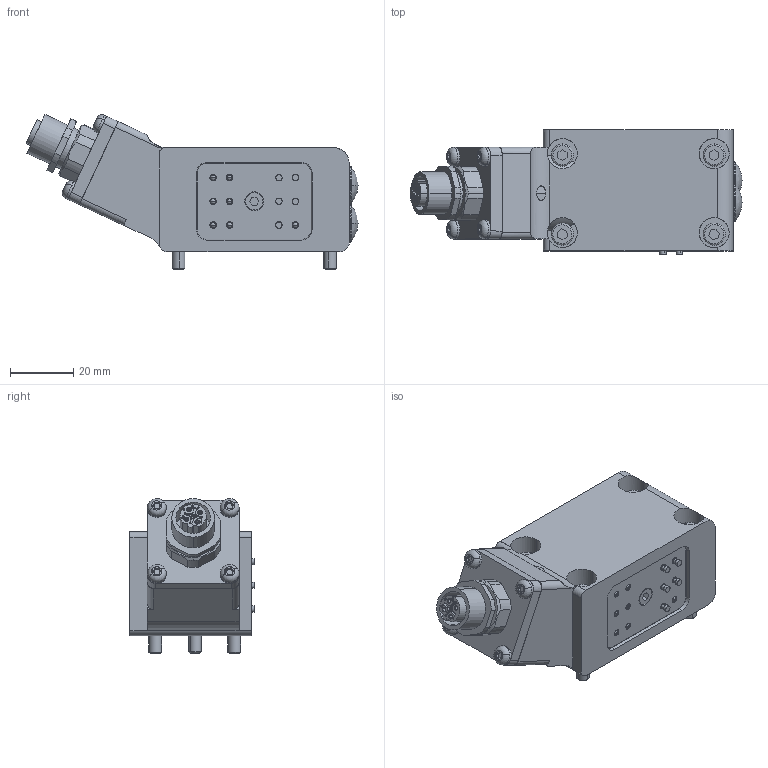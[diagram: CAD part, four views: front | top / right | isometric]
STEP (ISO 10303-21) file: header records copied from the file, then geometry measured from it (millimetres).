
FILE_DESCRIPTION (( 'STEP AP214' ), '1' );
FILE_NAME ('P1346.STEP', '2021-08-26T10:42:37', ( '' ), ( '' ), 'SwSTEP 2.0', 'SolidWorks 2019', '' );
FILE_SCHEMA (( 'AUTOMOTIVE_DESIGN' ));
Length unit declared in the file: millimetre
Products named in the file (1): P1346
Bounding box: 104.99 x 39.26 x 49.02 mm (x, y, z)
Volume: 102297.6 mm3; surface area: 31968.6 mm2
Topology: 34 solids, 35 shells, 890 faces, 2112 edges, 1292 vertices
Faces by surface type: cylinder 355, plane 211, cone 160, torus 100, bspline 36, sphere 28
Entity records: 38112 total; most frequent: CARTESIAN_POINT 7328, DIRECTION 4625, ORIENTED_EDGE 4070, EDGE_CURVE 2035, AXIS2_PLACEMENT_3D 1870, VERTEX_POINT 1261, CIRCLE 1015, EDGE_LOOP 990
